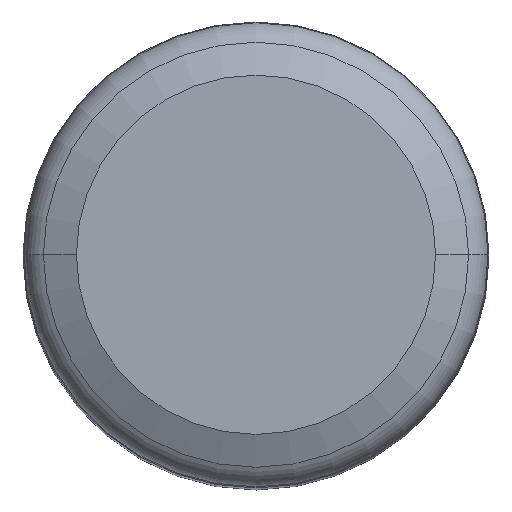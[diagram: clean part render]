
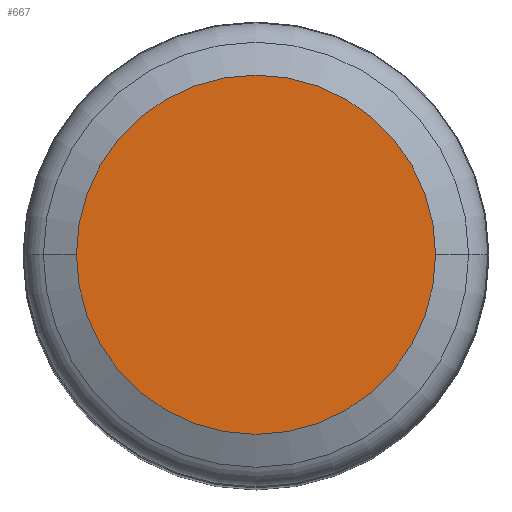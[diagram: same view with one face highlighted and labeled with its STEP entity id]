
A CAD part, top view. The second image highlights one B-rep face of the part: STEP entity #667.
In plain terms, the highlighted planar face has unit normal (0, 0, 1).
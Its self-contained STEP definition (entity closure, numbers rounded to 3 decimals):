
#1 = DIRECTION ( 'NONE',  ( -1., 0., 0. ) ) ;
#22 = VERTEX_POINT ( 'NONE', #515 ) ;
#54 = EDGE_CURVE ( 'NONE', #415, #22, #382, .T. ) ;
#75 = DIRECTION ( 'NONE',  ( -1., 0., 0. ) ) ;
#85 = PLANE ( 'NONE',  #438 ) ;
#104 = EDGE_LOOP ( 'NONE', ( #464, #272 ) ) ;
#120 = DIRECTION ( 'NONE',  ( 0., 0., -1. ) ) ;
#136 = DIRECTION ( 'NONE',  ( 0., 0., 1. ) ) ;
#272 = ORIENTED_EDGE ( 'NONE', *, *, #519, .F. ) ;
#320 = AXIS2_PLACEMENT_3D ( 'NONE', #329, #557, #1 ) ;
#326 = AXIS2_PLACEMENT_3D ( 'NONE', #611, #120, #75 ) ;
#329 = CARTESIAN_POINT ( 'NONE',  ( 0., 0., 0. ) ) ;
#356 = FACE_OUTER_BOUND ( 'NONE', #104, .T. ) ;
#371 = CARTESIAN_POINT ( 'NONE',  ( 6.729, 0., 0. ) ) ;
#382 = CIRCLE ( 'NONE', #320, 6.729 ) ;
#408 = CARTESIAN_POINT ( 'NONE',  ( 0., 0., 0. ) ) ;
#415 = VERTEX_POINT ( 'NONE', #371 ) ;
#424 = DIRECTION ( 'NONE',  ( 1., 0., 0. ) ) ;
#438 = AXIS2_PLACEMENT_3D ( 'NONE', #408, #136, #424 ) ;
#464 = ORIENTED_EDGE ( 'NONE', *, *, #54, .F. ) ;
#515 = CARTESIAN_POINT ( 'NONE',  ( -6.729, 0., 0. ) ) ;
#519 = EDGE_CURVE ( 'NONE', #22, #415, #690, .T. ) ;
#557 = DIRECTION ( 'NONE',  ( 0., 0., -1. ) ) ;
#611 = CARTESIAN_POINT ( 'NONE',  ( 0., 0., 0. ) ) ;
#667 = ADVANCED_FACE ( 'NONE', ( #356 ), #85, .T. ) ;
#690 = CIRCLE ( 'NONE', #326, 6.729 ) ;
